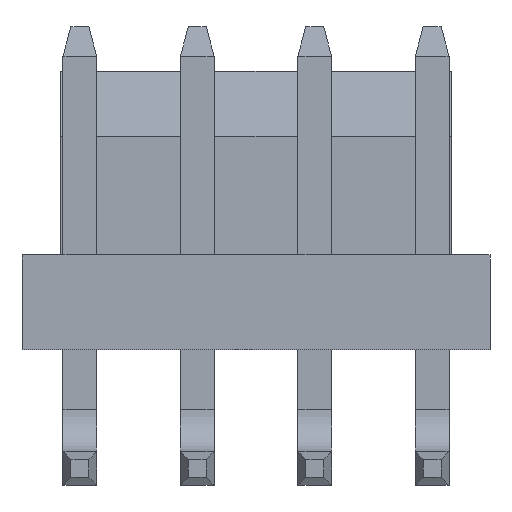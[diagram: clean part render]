
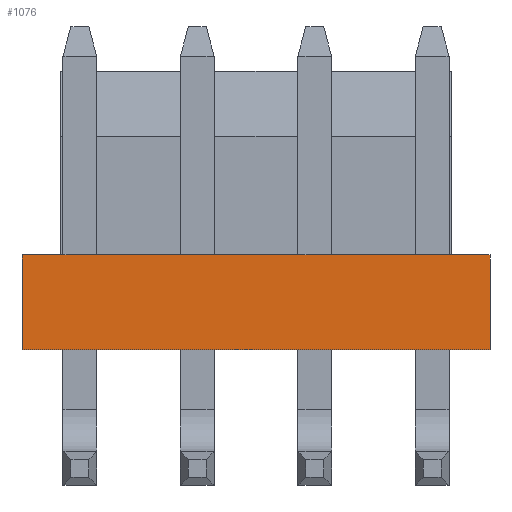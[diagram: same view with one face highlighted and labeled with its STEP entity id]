
A CAD part, front view. The second image highlights one B-rep face of the part: STEP entity #1076.
In plain terms, the highlighted planar face has unit normal (0, -1, 0).
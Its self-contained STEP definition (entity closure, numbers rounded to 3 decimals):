
#114 = ORIENTED_EDGE ( 'NONE', *, *, #1357, .F. ) ;
#190 = CARTESIAN_POINT ( 'NONE',  ( 7.89, -4.25, 3.2 ) ) ;
#208 = CARTESIAN_POINT ( 'NONE',  ( -7.89, -4.25, 9.4 ) ) ;
#227 = CARTESIAN_POINT ( 'NONE',  ( 7.89, -4.25, 9.4 ) ) ;
#355 = VERTEX_POINT ( 'NONE', #2182 ) ;
#374 = DIRECTION ( 'NONE',  ( 0., 0., -1. ) ) ;
#412 = CARTESIAN_POINT ( 'NONE',  ( -7.89, -4.25, 0. ) ) ;
#467 = EDGE_CURVE ( 'NONE', #2221, #469, #2269, .T. ) ;
#469 = VERTEX_POINT ( 'NONE', #2326 ) ;
#490 = CARTESIAN_POINT ( 'NONE',  ( 0., -4.25, 0. ) ) ;
#754 = DIRECTION ( 'NONE',  ( 0., 0., 1. ) ) ;
#1052 = VERTEX_POINT ( 'NONE', #412 ) ;
#1076 = ADVANCED_FACE ( 'NONE', ( #2272 ), #1362, .F. ) ;
#1167 = CARTESIAN_POINT ( 'NONE',  ( -7.89, -4.25, 3.2 ) ) ;
#1183 = CARTESIAN_POINT ( 'NONE',  ( -7.89, -4.25, 9.4 ) ) ;
#1302 = VECTOR ( 'NONE', #1745, 1000. ) ;
#1321 = EDGE_CURVE ( 'NONE', #355, #2221, #1383, .T. ) ;
#1346 = ORIENTED_EDGE ( 'NONE', *, *, #2034, .T. ) ;
#1357 = EDGE_CURVE ( 'NONE', #469, #1052, #1586, .T. ) ;
#1362 = PLANE ( 'NONE',  #2249 ) ;
#1383 = LINE ( 'NONE', #1167, #1891 ) ;
#1405 = ORIENTED_EDGE ( 'NONE', *, *, #467, .F. ) ;
#1433 = EDGE_LOOP ( 'NONE', ( #1346, #114, #1405, #2350 ) ) ;
#1586 = LINE ( 'NONE', #490, #2006 ) ;
#1597 = DIRECTION ( 'NONE',  ( -1., 0., 0. ) ) ;
#1674 = DIRECTION ( 'NONE',  ( 0., 1., 0. ) ) ;
#1744 = DIRECTION ( 'NONE',  ( 1., 0., 0. ) ) ;
#1745 = DIRECTION ( 'NONE',  ( 0., 0., -1. ) ) ;
#1820 = VECTOR ( 'NONE', #374, 1000. ) ;
#1891 = VECTOR ( 'NONE', #1744, 1000. ) ;
#2006 = VECTOR ( 'NONE', #1597, 1000. ) ;
#2034 = EDGE_CURVE ( 'NONE', #355, #1052, #2234, .T. ) ;
#2182 = CARTESIAN_POINT ( 'NONE',  ( -7.89, -4.25, 3.2 ) ) ;
#2221 = VERTEX_POINT ( 'NONE', #190 ) ;
#2234 = LINE ( 'NONE', #208, #1820 ) ;
#2249 = AXIS2_PLACEMENT_3D ( 'NONE', #1183, #1674, #754 ) ;
#2269 = LINE ( 'NONE', #227, #1302 ) ;
#2272 = FACE_OUTER_BOUND ( 'NONE', #1433, .T. ) ;
#2326 = CARTESIAN_POINT ( 'NONE',  ( 7.89, -4.25, 0. ) ) ;
#2350 = ORIENTED_EDGE ( 'NONE', *, *, #1321, .F. ) ;
